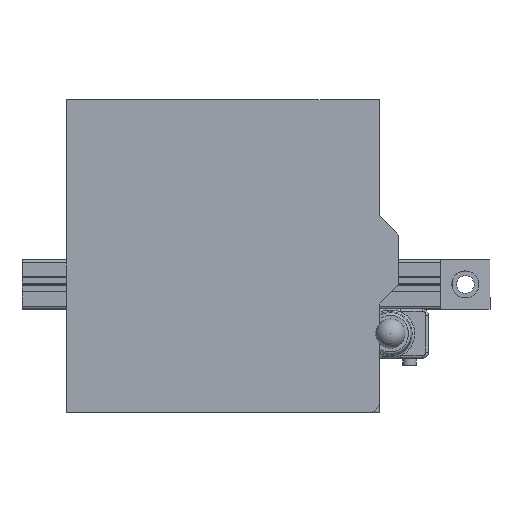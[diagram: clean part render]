
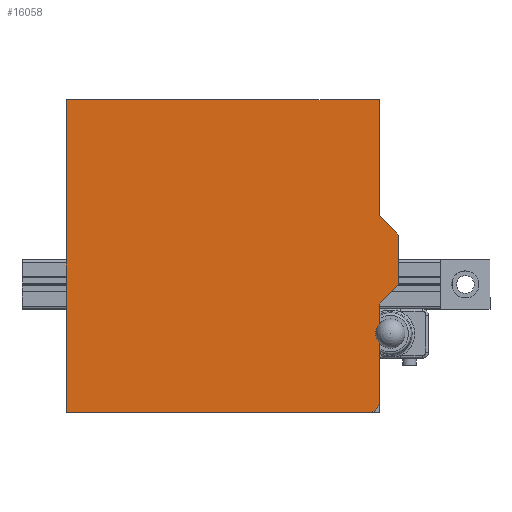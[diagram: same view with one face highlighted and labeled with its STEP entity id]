
A CAD part, top view. The second image highlights one B-rep face of the part: STEP entity #16058.
In plain terms, the highlighted planar face has unit normal (0, 0, 1).
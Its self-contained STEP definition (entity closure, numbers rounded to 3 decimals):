
#1376=CIRCLE('',#17502,4.);
#2282=FACE_OUTER_BOUND('',#3264,.T.);
#3264=EDGE_LOOP('',(#13914,#13915,#13916,#13917,#13918,#13919,#13920,#13921,
#13922));
#4677=LINE('',#33843,#6212);
#4688=LINE('',#33867,#6223);
#4690=LINE('',#33871,#6225);
#4691=LINE('',#33875,#6226);
#4692=LINE('',#33877,#6227);
#4693=LINE('',#33879,#6228);
#4694=LINE('',#33881,#6229);
#4695=LINE('',#33882,#6230);
#6212=VECTOR('',#20987,10.);
#6223=VECTOR('',#21004,10.);
#6225=VECTOR('',#21008,10.);
#6226=VECTOR('',#21011,10.);
#6227=VECTOR('',#21012,10.);
#6228=VECTOR('',#21013,10.);
#6229=VECTOR('',#21014,10.);
#6230=VECTOR('',#21015,10.);
#7695=VERTEX_POINT('',#33841);
#7696=VERTEX_POINT('',#33842);
#7706=VERTEX_POINT('',#33866);
#7707=VERTEX_POINT('',#33870);
#7708=VERTEX_POINT('',#33872);
#7709=VERTEX_POINT('',#33874);
#7710=VERTEX_POINT('',#33876);
#7711=VERTEX_POINT('',#33878);
#7712=VERTEX_POINT('',#33880);
#9804=EDGE_CURVE('',#7695,#7696,#4677,.T.);
#9816=EDGE_CURVE('',#7695,#7706,#4688,.T.);
#9818=EDGE_CURVE('',#7696,#7707,#4690,.T.);
#9819=EDGE_CURVE('',#7707,#7708,#1376,.T.);
#9820=EDGE_CURVE('',#7708,#7709,#4691,.T.);
#9821=EDGE_CURVE('',#7709,#7710,#4692,.T.);
#9822=EDGE_CURVE('',#7710,#7711,#4693,.T.);
#9823=EDGE_CURVE('',#7711,#7712,#4694,.T.);
#9824=EDGE_CURVE('',#7712,#7706,#4695,.T.);
#13914=ORIENTED_EDGE('',*,*,#9804,.T.);
#13915=ORIENTED_EDGE('',*,*,#9818,.T.);
#13916=ORIENTED_EDGE('',*,*,#9819,.T.);
#13917=ORIENTED_EDGE('',*,*,#9820,.T.);
#13918=ORIENTED_EDGE('',*,*,#9821,.T.);
#13919=ORIENTED_EDGE('',*,*,#9822,.T.);
#13920=ORIENTED_EDGE('',*,*,#9823,.T.);
#13921=ORIENTED_EDGE('',*,*,#9824,.T.);
#13922=ORIENTED_EDGE('',*,*,#9816,.F.);
#15183=PLANE('',#17501);
#16058=ADVANCED_FACE('',(#2282),#15183,.T.);
#17501=AXIS2_PLACEMENT_3D('',#33869,#21006,#21007);
#17502=AXIS2_PLACEMENT_3D('',#33873,#21009,#21010);
#20987=DIRECTION('',(-1.,0.,0.));
#21004=DIRECTION('',(0.,-1.,0.));
#21006=DIRECTION('center_axis',(0.,0.,1.));
#21007=DIRECTION('ref_axis',(-1.,0.,0.));
#21008=DIRECTION('',(0.,-1.,0.));
#21009=DIRECTION('center_axis',(0.,0.,1.));
#21010=DIRECTION('ref_axis',(-1.,0.,0.));
#21011=DIRECTION('',(1.,0.,0.));
#21012=DIRECTION('',(0.707,-0.707,0.));
#21013=DIRECTION('',(1.,0.,0.));
#21014=DIRECTION('',(0.707,0.707,0.));
#21015=DIRECTION('',(1.,0.,0.));
#33841=CARTESIAN_POINT('',(195.,155.8,-167.585));
#33842=CARTESIAN_POINT('',(68.,155.8,-167.585));
#33843=CARTESIAN_POINT('',(163.25,155.8,-167.585));
#33866=CARTESIAN_POINT('',(195.,28.8,-167.585));
#33867=CARTESIAN_POINT('',(195.,151.8,-167.585));
#33869=CARTESIAN_POINT('Origin',(195.,151.8,-167.585));
#33870=CARTESIAN_POINT('',(68.,32.8,-167.585));
#33871=CARTESIAN_POINT('',(68.,282.8,-167.585));
#33872=CARTESIAN_POINT('',(72.,28.8,-167.585));
#33873=CARTESIAN_POINT('Origin',(72.,32.8,-167.585));
#33874=CARTESIAN_POINT('',(112.,28.8,-167.585));
#33875=CARTESIAN_POINT('',(68.,28.8,-167.585));
#33876=CARTESIAN_POINT('',(120.,20.8,-167.585));
#33877=CARTESIAN_POINT('',(112.,28.8,-167.585));
#33878=CARTESIAN_POINT('',(140.,20.8,-167.585));
#33879=CARTESIAN_POINT('',(120.,20.8,-167.585));
#33880=CARTESIAN_POINT('',(148.,28.8,-167.585));
#33881=CARTESIAN_POINT('',(140.,20.8,-167.585));
#33882=CARTESIAN_POINT('',(68.,28.8,-167.585));
